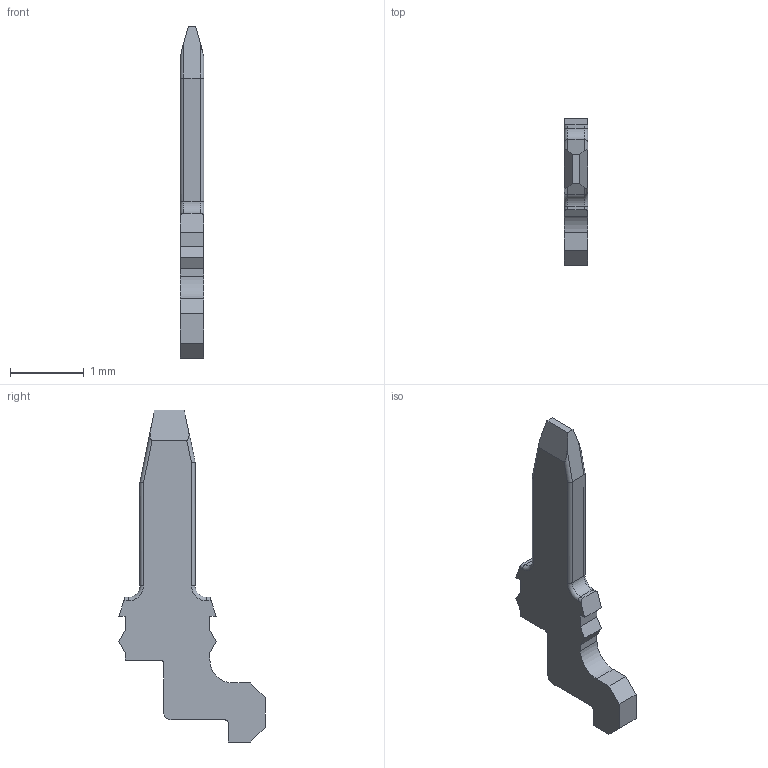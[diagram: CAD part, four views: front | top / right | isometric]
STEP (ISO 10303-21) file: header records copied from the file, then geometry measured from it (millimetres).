
FILE_DESCRIPTION (( 'STEP AP214' ), '1' );
FILE_NAME ('SMT-RA-Pin.STEP', '2024-05-09T10:37:03', ( '' ), ( '' ), 'SwSTEP 2.0', 'SolidWorks 2024', '' );
FILE_SCHEMA (( 'AUTOMOTIVE_DESIGN' ));
Length unit declared in the file: millimetre
Products named in the file (1): SMT-RA-Pin
Bounding box: 0.32 x 1.99 x 4.5 mm (x, y, z)
Volume: 1.2 mm3; surface area: 11.1 mm2
Topology: 1 solids, 1 shells, 54 faces, 144 edges, 92 vertices
Faces by surface type: plane 32, cylinder 18, torus 4
Entity records: 1679 total; most frequent: CARTESIAN_POINT 327, ORIENTED_EDGE 288, DIRECTION 266, EDGE_CURVE 144, LINE 108, VECTOR 108, VERTEX_POINT 92, AXIS2_PLACEMENT_3D 79
